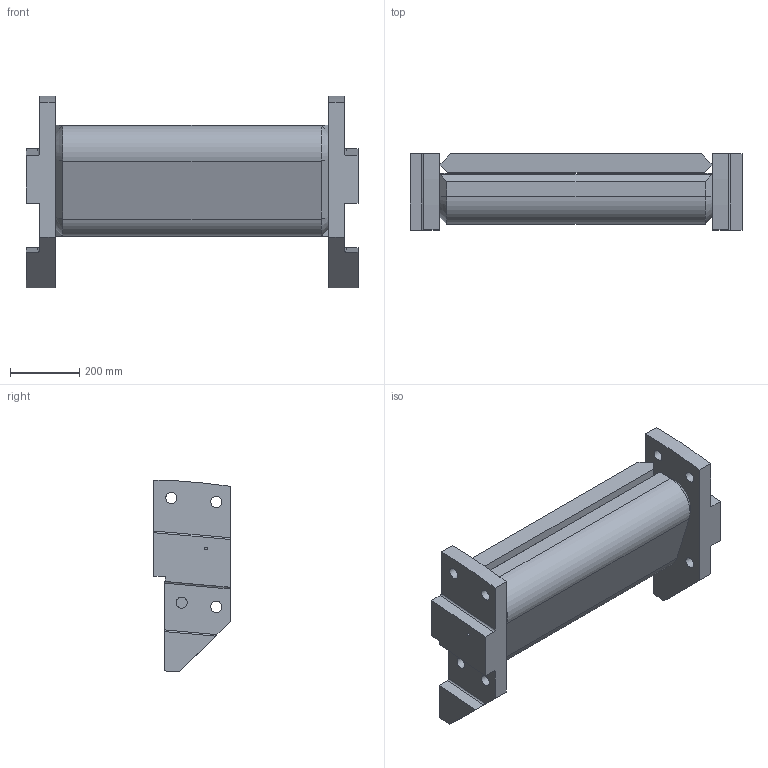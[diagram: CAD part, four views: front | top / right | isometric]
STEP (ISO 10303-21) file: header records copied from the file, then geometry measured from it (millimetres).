
FILE_DESCRIPTION(/* description */ (''),/* implementation_level */ '2;1');
FILE_NAME(/* name */ 'HFC369-2FS-004_A_Fin bar.stp',/* time_stamp */ '2022-08-29T09:32:54+08:00',/* author */ (''),/* organization */ (''),/* preprocessor_version */ 'ST-DEVELOPER v16',/* originating_system */ 'SIEMENS PLM Software NX 10.0',/* authorisation */ '');
FILE_SCHEMA (('CONFIG_CONTROL_DESIGN'));
Length unit declared in the file: millimetre
Products named in the file (6): HFC369-2FS-004-05_A_Fin bar S; HFC369-2FS-004-03_A_Fin bar C; HFC369-2FS-004-04_A_Fin bar D; HFC369-2FS-004-02_A_Fin bar R; HFC369-2FS-004-01_A_Fin bar L; HFC369-2FS-004_A_Fin bar
Assembly tree (6 placements, depth 2):
  HFC369-2FS-004_A_Fin bar
    HFC369-2FS-004-01_A_Fin bar L
    HFC369-2FS-004-02_A_Fin bar R
    HFC369-2FS-004-04_A_Fin bar D
    HFC369-2FS-004-03_A_Fin bar C
    HFC369-2FS-004-05_A_Fin bar S  x2
Bounding box: 959 x 220 x 554.45 mm (x, y, z)
Volume: 30107976.4 mm3; surface area: 2024503.3 mm2
Topology: 6 solids, 6 shells, 124 faces, 489 edges, 534 vertices
Faces by surface type: plane 85, cylinder 33, cone 6
Full cylindrical faces by diameter (mm): 8 x1, 32.103 x8
Entity records: 5445 total; most frequent: CARTESIAN_POINT 1855, DIRECTION 601, ORIENTED_EDGE 536, EDGE_CURVE 268, AXIS2_PLACEMENT_3D 201, LINE 199, VECTOR 199, VERTEX_POINT 178
